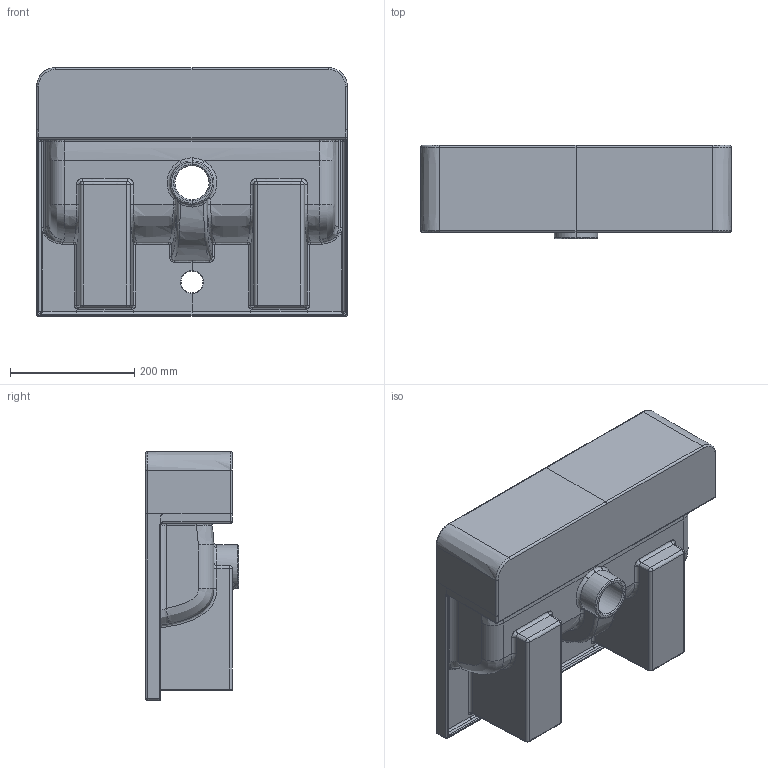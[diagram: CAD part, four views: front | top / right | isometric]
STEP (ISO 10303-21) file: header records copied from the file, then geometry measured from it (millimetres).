
FILE_DESCRIPTION((''),'2;1');
FILE_NAME('ROUND_YARIM_LAVABO','2022-04-15T14:24:14',('DELL'),(''),'CREO PARAMETRIC BY PTC INC, 2016390','CREO PARAMETRIC BY PTC INC, 2016390','');
FILE_SCHEMA(('CONFIG_CONTROL_DESIGN'));
Length unit declared in the file: millimetre
Products named in the file (1): ROUND_YARIM_LAVABO
Bounding box: 500 x 150 x 400 mm (x, y, z)
Volume: 11938378.5 mm3; surface area: 742743.8 mm2
Topology: 1 solids, 1 shells, 294 faces, 672 edges, 378 vertices
Faces by surface type: bspline 170, cylinder 61, plane 31, sphere 12, torus 12, extrusion 6, cone 2
Entity records: 19947 total; most frequent: CARTESIAN_POINT 14271, ORIENTED_EDGE 1344, DIRECTION 953, EDGE_CURVE 672, AXIS2_PLACEMENT_3D 384, VERTEX_POINT 378, EDGE_LOOP 296, FACE_OUTER_BOUND 294
